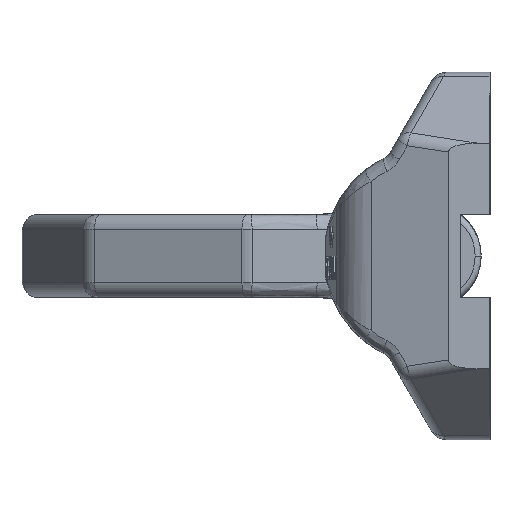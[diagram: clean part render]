
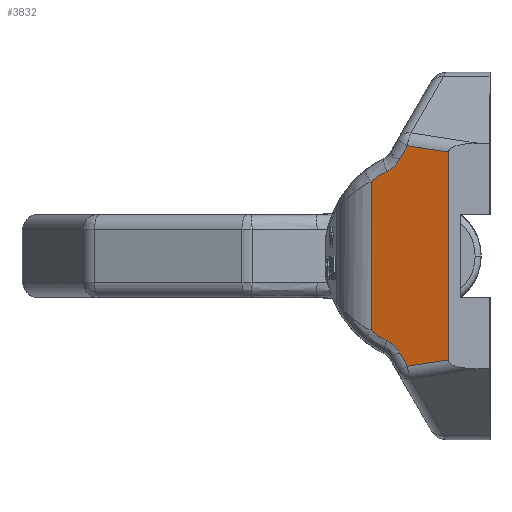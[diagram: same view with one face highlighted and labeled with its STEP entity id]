
A CAD part, left-side view. The second image highlights one B-rep face of the part: STEP entity #3832.
In plain terms, the highlighted planar face has unit normal (-0.966, 0.259, 0).
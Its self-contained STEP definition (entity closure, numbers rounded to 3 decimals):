
#91=CARTESIAN_POINT('',(-27.225,17.355,14.285));
#92=CARTESIAN_POINT('',(-27.141,17.671,14.125));
#93=CARTESIAN_POINT('',(-26.974,18.293,13.785));
#94=CARTESIAN_POINT('',(-26.733,19.194,13.211));
#95=CARTESIAN_POINT('',(-26.578,19.771,12.787));
#96=CARTESIAN_POINT('',(-26.502,20.053,12.565));
#110=DIRECTION('',(0.256,0.955,0.148));
#111=VECTOR('',#110,7.255);
#112=CARTESIAN_POINT('',(-30.,7.,17.509));
#113=LINE('',#112,#111);
#152=DIRECTION('',(0.133,0.496,-0.858));
#153=VECTOR('',#152,2.717);
#154=CARTESIAN_POINT('',(-28.143,13.931,18.581));
#155=LINE('',#154,#153);
#165=CARTESIAN_POINT('',(-27.782,15.277,16.248));
#166=CARTESIAN_POINT('',(-27.75,15.396,16.042));
#167=CARTESIAN_POINT('',(-27.679,15.663,15.648));
#168=CARTESIAN_POINT('',(-27.547,16.153,15.108));
#169=CARTESIAN_POINT('',(-27.395,16.721,14.644));
#170=CARTESIAN_POINT('',(-27.284,17.137,14.395));
#171=CARTESIAN_POINT('',(-27.225,17.355,14.285));
#299=DIRECTION('',(0.,0.,1.));
#300=VECTOR('',#299,35.017);
#301=CARTESIAN_POINT('',(-30.,7.,-17.509));
#302=LINE('',#301,#300);
#411=CARTESIAN_POINT('',(-27.225,17.355,-14.285));
#412=CARTESIAN_POINT('',(-27.284,17.136,-14.395));
#413=CARTESIAN_POINT('',(-27.395,16.721,-14.644));
#414=CARTESIAN_POINT('',(-27.547,16.153,-15.108));
#415=CARTESIAN_POINT('',(-27.679,15.663,-15.648));
#416=CARTESIAN_POINT('',(-27.75,15.396,-16.042));
#417=CARTESIAN_POINT('',(-27.782,15.277,-16.248));
#432=DIRECTION('',(-0.133,-0.496,-0.858));
#433=VECTOR('',#432,2.717);
#434=CARTESIAN_POINT('',(-27.782,15.277,-16.248));
#435=LINE('',#434,#433);
#472=DIRECTION('',(-0.256,-0.955,0.148));
#473=VECTOR('',#472,7.255);
#474=CARTESIAN_POINT('',(-28.143,13.931,-18.581));
#475=LINE('',#474,#473);
#548=CARTESIAN_POINT('',(-26.502,20.053,-12.565));
#549=CARTESIAN_POINT('',(-26.578,19.771,-12.787));
#550=CARTESIAN_POINT('',(-26.733,19.194,-13.211));
#551=CARTESIAN_POINT('',(-26.974,18.293,-13.785));
#552=CARTESIAN_POINT('',(-27.141,17.671,-14.125));
#553=CARTESIAN_POINT('',(-27.225,17.355,-14.285));
#578=CARTESIAN_POINT('',(-26.502,20.053,-12.565));
#598=DIRECTION('',(0.,0.,-1.));
#599=VECTOR('',#598,25.129);
#600=CARTESIAN_POINT('',(-26.502,20.053,12.565));
#601=LINE('',#600,#599);
#2818=CARTESIAN_POINT('',(-30.,7.,17.509));
#2819=CARTESIAN_POINT('',(-28.143,13.931,18.581));
#2820=VERTEX_POINT('',#2818);
#2821=VERTEX_POINT('',#2819);
#2828=CARTESIAN_POINT('',(-27.782,15.277,16.248));
#2829=VERTEX_POINT('',#2828);
#2832=VERTEX_POINT('',#171);
#2834=VERTEX_POINT('',#96);
#2862=VERTEX_POINT('',#578);
#2864=VERTEX_POINT('',#553);
#2866=VERTEX_POINT('',#417);
#2868=CARTESIAN_POINT('',(-28.143,13.931,
-18.581));
#2869=VERTEX_POINT('',#2868);
#2874=CARTESIAN_POINT('',(-30.,7.,-17.509));
#2875=VERTEX_POINT('',#2874);
#3806=CARTESIAN_POINT('',(-30.,7.,37.2));
#3807=DIRECTION('',(0.966,-0.259,0.));
#3808=DIRECTION('',(0.259,0.966,0.));
#3809=AXIS2_PLACEMENT_3D('',#3806,#3807,#3808);
#3810=PLANE('',#3809);
#3812=ORIENTED_EDGE('',*,*,#3811,.F.);
#3814=ORIENTED_EDGE('',*,*,#3813,.F.);
#3816=ORIENTED_EDGE('',*,*,#3815,.F.);
#3818=ORIENTED_EDGE('',*,*,#3817,.F.);
#3820=ORIENTED_EDGE('',*,*,#3819,.F.);
#3822=ORIENTED_EDGE('',*,*,#3821,.F.);
#3824=ORIENTED_EDGE('',*,*,#3823,.F.);
#3825=ORIENTED_EDGE('',*,*,#3796,.F.);
#3827=ORIENTED_EDGE('',*,*,#3826,.F.);
#3829=ORIENTED_EDGE('',*,*,#3828,.F.);
#3830=EDGE_LOOP('',(#3812,#3814,#3816,#3818,#3820,#3822,#3824,#3825,#3827,
#3829));
#3831=FACE_OUTER_BOUND('',#3830,.F.);
#3832=ADVANCED_FACE('',(#3831),#3810,.F.);
#97=B_SPLINE_CURVE_WITH_KNOTS('',3,(#91,#92,#93,#94,#95,#96),.UNSPECIFIED.,.F.,
.F.,(4,1,1,4),(0.,0.333,0.667,1.),.UNSPECIFIED.);
#172=B_SPLINE_CURVE_WITH_KNOTS('',3,(#165,#166,#167,#168,#169,#170,#171),
.UNSPECIFIED.,.F.,.F.,(4,1,1,1,4),(0.,0.25,0.5,0.75,1.),
.UNSPECIFIED.);
#418=B_SPLINE_CURVE_WITH_KNOTS('',3,(#411,#412,#413,#414,#415,#416,#417),
.UNSPECIFIED.,.F.,.F.,(4,1,1,1,4),(0.,0.25,0.5,0.75,1.),
.UNSPECIFIED.);
#554=B_SPLINE_CURVE_WITH_KNOTS('',3,(#548,#549,#550,#551,#552,#553),
.UNSPECIFIED.,.F.,.F.,(4,1,1,4),(0.,0.333,0.667,1.),
.UNSPECIFIED.);
#3796=EDGE_CURVE('',#2832,#2834,#97,.T.);
#3811=EDGE_CURVE('',#2820,#2821,#113,.T.);
#3813=EDGE_CURVE('',#2875,#2820,#302,.T.);
#3815=EDGE_CURVE('',#2869,#2875,#475,.T.);
#3817=EDGE_CURVE('',#2866,#2869,#435,.T.);
#3819=EDGE_CURVE('',#2864,#2866,#418,.T.);
#3821=EDGE_CURVE('',#2862,#2864,#554,.T.);
#3823=EDGE_CURVE('',#2834,#2862,#601,.T.);
#3826=EDGE_CURVE('',#2829,#2832,#172,.T.);
#3828=EDGE_CURVE('',#2821,#2829,#155,.T.);
